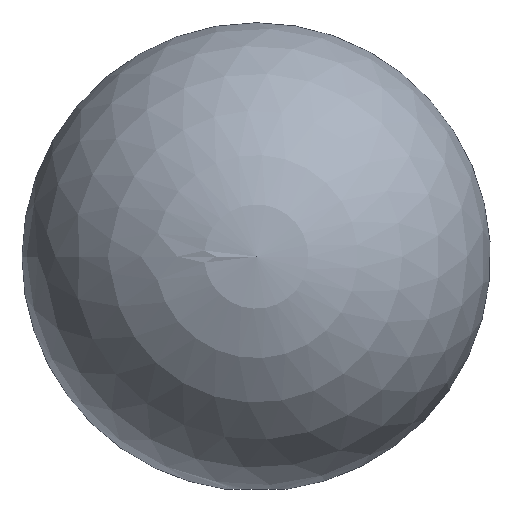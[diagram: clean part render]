
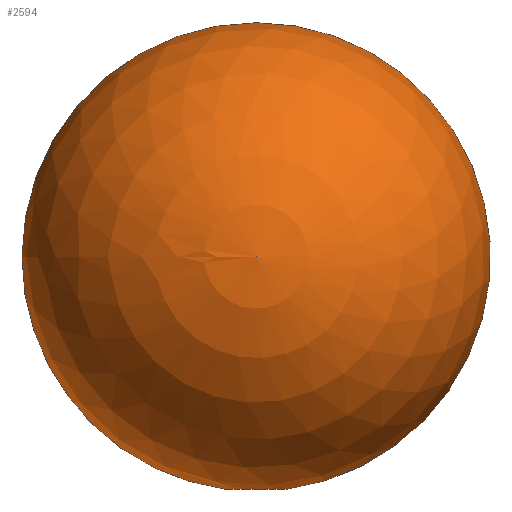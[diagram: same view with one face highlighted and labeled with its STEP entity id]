
A CAD part, top view. The second image highlights one B-rep face of the part: STEP entity #2594.
In plain terms, the highlighted spherical face has radius 30 mm.
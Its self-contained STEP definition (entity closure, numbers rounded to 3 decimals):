
#459 = EDGE_CURVE ( 'NONE', #1170, #2201, #4289, .T. ) ;
#1170 = VERTEX_POINT ( 'NONE', #6713 ) ;
#1712 = AXIS2_PLACEMENT_3D ( 'NONE', #9142, #3375, #10104 ) ;
#1896 = CARTESIAN_POINT ( 'NONE',  ( -3.892, -29.746, 0. ) ) ;
#2090 = CIRCLE ( 'NONE', #1712, 3.892 ) ;
#2181 = EDGE_CURVE ( 'NONE', #1170, #11139, #7747, .T. ) ;
#2201 = VERTEX_POINT ( 'NONE', #6866 ) ;
#2331 = CARTESIAN_POINT ( 'NONE',  ( 0., 0., 0. ) ) ;
#2594 = ADVANCED_FACE ( 'NONE', ( #4273 ), #5965, .T. ) ;
#2792 = AXIS2_PLACEMENT_3D ( 'NONE', #8874, #6361, #11687 ) ;
#2896 = EDGE_LOOP ( 'NONE', ( #5462, #4664, #4046, #3357 ) ) ;
#3003 = CARTESIAN_POINT ( 'NONE',  ( 0., -29.746, 3.892 ) ) ;
#3357 = ORIENTED_EDGE ( 'NONE', *, *, #8900, .T. ) ;
#3375 = DIRECTION ( 'NONE',  ( 0., 1., 0. ) ) ;
#4046 = ORIENTED_EDGE ( 'NONE', *, *, #6760, .T. ) ;
#4273 = FACE_OUTER_BOUND ( 'NONE', #2896, .T. ) ;
#4289 = CIRCLE ( 'NONE', #8544, 30. ) ;
#4664 = ORIENTED_EDGE ( 'NONE', *, *, #2181, .T. ) ;
#5462 = ORIENTED_EDGE ( 'NONE', *, *, #459, .F. ) ;
#5532 = CARTESIAN_POINT ( 'NONE',  ( 0., -29.746, 0. ) ) ;
#5965 = SPHERICAL_SURFACE ( 'NONE', #2792, 30. ) ;
#6052 = DIRECTION ( 'NONE',  ( 0., 0., -1. ) ) ;
#6361 = DIRECTION ( 'NONE',  ( 0., 0., -1. ) ) ;
#6493 = DIRECTION ( 'NONE',  ( 0., 0., 1. ) ) ;
#6505 = AXIS2_PLACEMENT_3D ( 'NONE', #6906, #6946, #6988 ) ;
#6713 = CARTESIAN_POINT ( 'NONE',  ( 0., 30., 0. ) ) ;
#6760 = EDGE_CURVE ( 'NONE', #11139, #9024, #2090, .T. ) ;
#6866 = CARTESIAN_POINT ( 'NONE',  ( 3.892, -29.746, 0. ) ) ;
#6906 = CARTESIAN_POINT ( 'NONE',  ( 0., 0., 0. ) ) ;
#6946 = DIRECTION ( 'NONE',  ( 0., 0., 1. ) ) ;
#6988 = DIRECTION ( 'NONE',  ( 1., 0., 0. ) ) ;
#7747 = CIRCLE ( 'NONE', #6505, 30. ) ;
#8544 = AXIS2_PLACEMENT_3D ( 'NONE', #2331, #6052, #10419 ) ;
#8874 = CARTESIAN_POINT ( 'NONE',  ( 0., 0., 0. ) ) ;
#8900 = EDGE_CURVE ( 'NONE', #9024, #2201, #11010, .T. ) ;
#9024 = VERTEX_POINT ( 'NONE', #3003 ) ;
#9142 = CARTESIAN_POINT ( 'NONE',  ( 0., -29.746, 0. ) ) ;
#9953 = AXIS2_PLACEMENT_3D ( 'NONE', #5532, #12178, #6493 ) ;
#10104 = DIRECTION ( 'NONE',  ( 0., 0., 1. ) ) ;
#10419 = DIRECTION ( 'NONE',  ( -1., 0., 0. ) ) ;
#11010 = CIRCLE ( 'NONE', #9953, 3.892 ) ;
#11139 = VERTEX_POINT ( 'NONE', #1896 ) ;
#11687 = DIRECTION ( 'NONE',  ( -1., 0., 0. ) ) ;
#12178 = DIRECTION ( 'NONE',  ( 0., 1., 0. ) ) ;
